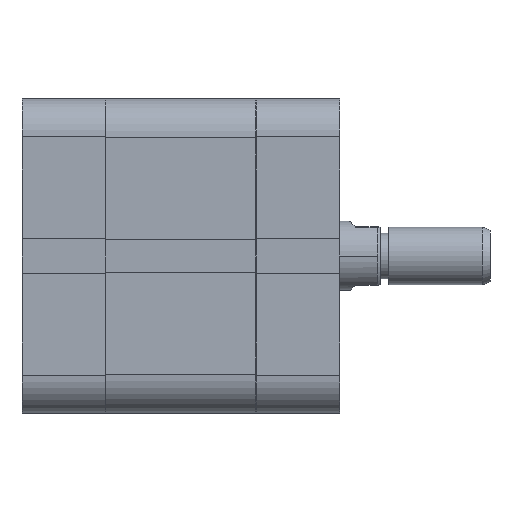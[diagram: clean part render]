
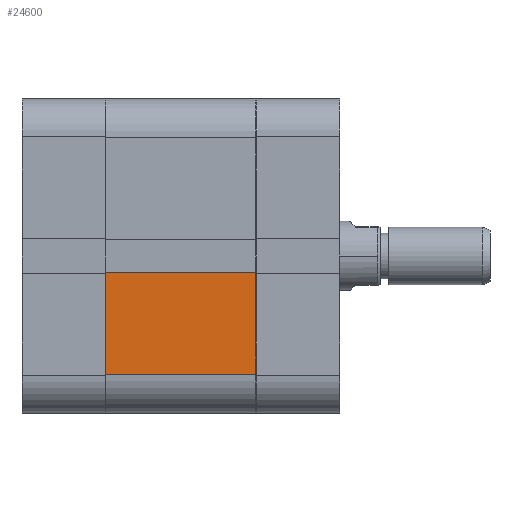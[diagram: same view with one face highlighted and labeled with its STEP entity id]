
A CAD part, front view. The second image highlights one B-rep face of the part: STEP entity #24600.
In plain terms, the highlighted planar face has unit normal (0, -1, 0).
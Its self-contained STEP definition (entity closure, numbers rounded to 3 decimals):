
#824 = VERTEX_POINT ( 'NONE', #29234 ) ;
#1946 = ORIENTED_EDGE ( 'NONE', *, *, #33675, .T. ) ;
#2842 = EDGE_CURVE ( 'NONE', #824, #8831, #7421, .T. ) ;
#3160 = AXIS2_PLACEMENT_3D ( 'NONE', #29585, #6182, #16596 ) ;
#4247 = CARTESIAN_POINT ( 'NONE',  ( 0., -27.25, -2.8 ) ) ;
#4575 = EDGE_CURVE ( 'NONE', #17282, #8831, #14804, .T. ) ;
#5819 = EDGE_LOOP ( 'NONE', ( #1946, #18488, #27290, #21153 ) ) ;
#6182 = DIRECTION ( 'NONE',  ( 0., 1., 0. ) ) ;
#6520 = DIRECTION ( 'NONE',  ( -1., 0., 0. ) ) ;
#7421 = LINE ( 'NONE', #28266, #16924 ) ;
#7671 = VECTOR ( 'NONE', #14616, 1000. ) ;
#8738 = PLANE ( 'NONE',  #3160 ) ;
#8831 = VERTEX_POINT ( 'NONE', #31501 ) ;
#9518 = VECTOR ( 'NONE', #6520, 1000. ) ;
#9858 = DIRECTION ( 'NONE',  ( 1., 0., 0. ) ) ;
#12391 = CARTESIAN_POINT ( 'NONE',  ( 0., -27.25, -27.25 ) ) ;
#12759 = CARTESIAN_POINT ( 'NONE',  ( 26., -27.25, -20.45 ) ) ;
#13181 = DIRECTION ( 'NONE',  ( 0., 0., -1. ) ) ;
#14616 = DIRECTION ( 'NONE',  ( 0., 0., -1. ) ) ;
#14804 = LINE ( 'NONE', #12759, #14819 ) ;
#14819 = VECTOR ( 'NONE', #9858, 1000. ) ;
#16596 = DIRECTION ( 'NONE',  ( 0., 0., 1. ) ) ;
#16924 = VECTOR ( 'NONE', #13181, 1000. ) ;
#17282 = VERTEX_POINT ( 'NONE', #31713 ) ;
#18488 = ORIENTED_EDGE ( 'NONE', *, *, #27724, .T. ) ;
#21153 = ORIENTED_EDGE ( 'NONE', *, *, #2842, .F. ) ;
#22229 = CARTESIAN_POINT ( 'NONE',  ( 26.001, -27.25, -2.8 ) ) ;
#24286 = FACE_OUTER_BOUND ( 'NONE', #5819, .T. ) ;
#24600 = ADVANCED_FACE ( 'NONE', ( #24286 ), #8738, .F. ) ;
#25125 = LINE ( 'NONE', #22229, #9518 ) ;
#27290 = ORIENTED_EDGE ( 'NONE', *, *, #4575, .T. ) ;
#27724 = EDGE_CURVE ( 'NONE', #28416, #17282, #33412, .T. ) ;
#28266 = CARTESIAN_POINT ( 'NONE',  ( 26., -27.25, -27.25 ) ) ;
#28416 = VERTEX_POINT ( 'NONE', #4247 ) ;
#29234 = CARTESIAN_POINT ( 'NONE',  ( 26., -27.25, -2.8 ) ) ;
#29585 = CARTESIAN_POINT ( 'NONE',  ( 26., -27.25, -27.25 ) ) ;
#31501 = CARTESIAN_POINT ( 'NONE',  ( 26., -27.25, -20.45 ) ) ;
#31713 = CARTESIAN_POINT ( 'NONE',  ( 0., -27.25, -20.45 ) ) ;
#33412 = LINE ( 'NONE', #12391, #7671 ) ;
#33675 = EDGE_CURVE ( 'NONE', #824, #28416, #25125, .T. ) ;
